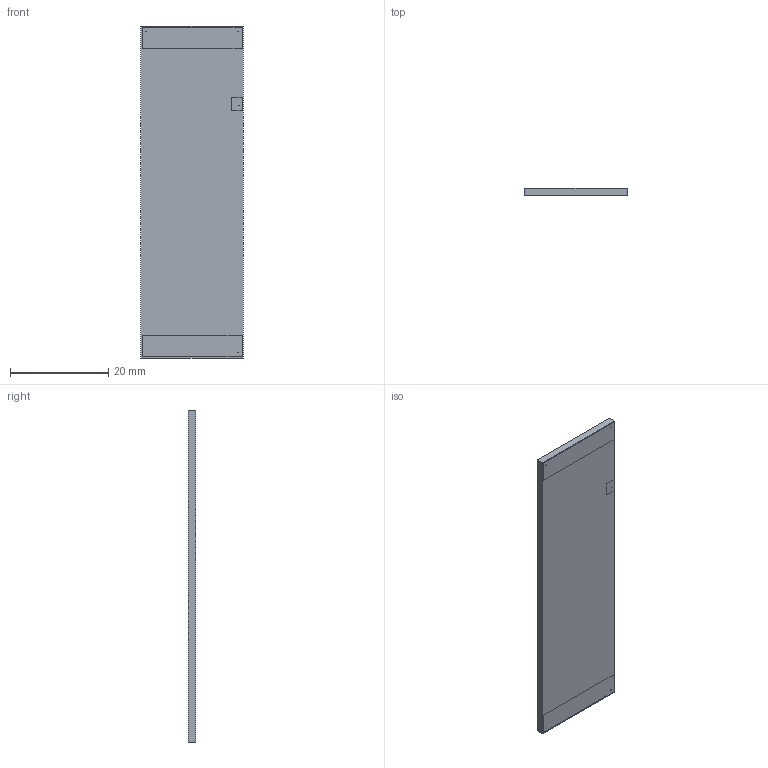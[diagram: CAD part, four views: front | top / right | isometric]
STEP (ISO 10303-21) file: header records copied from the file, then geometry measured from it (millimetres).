
FILE_DESCRIPTION (( 'STEP AP214' ), '1' );
FILE_NAME ('PCS.46.A_D04.STEP', '2021-11-19T19:56:43', ( '' ), ( '' ), 'SwSTEP 2.0', 'SolidWorks 2018', '' );
FILE_SCHEMA (( 'AUTOMOTIVE_DESIGN' ));
Length unit declared in the file: millimetre
Products named in the file (1): PCS.46.A_D04
Bounding box: 20.81 x 1.55 x 67.6 mm (x, y, z)
Volume: 2111.5 mm3; surface area: 3092 mm2
Topology: 1 solids, 1 shells, 487 faces, 1350 edges, 904 vertices
Faces by surface type: plane 278, bspline 201, cylinder 8
Entity records: 21737 total; most frequent: CARTESIAN_POINT 5355, ORIENTED_EDGE 2700, DIRECTION 1538, EDGE_CURVE 1350, LINE 932, VECTOR 932, VERTEX_POINT 904, EDGE_LOOP 534
